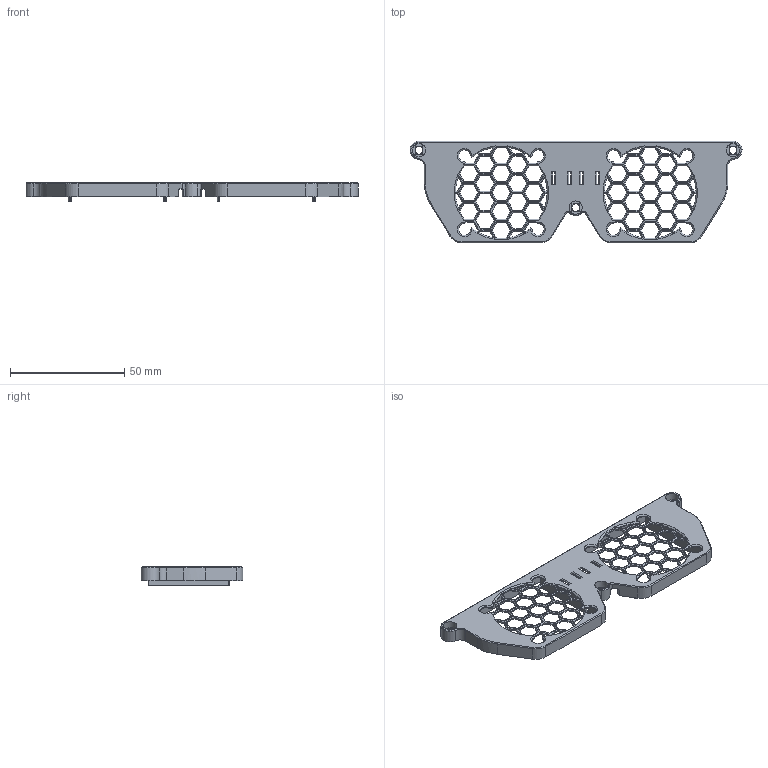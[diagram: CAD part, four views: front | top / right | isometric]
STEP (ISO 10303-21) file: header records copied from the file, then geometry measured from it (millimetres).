
FILE_DESCRIPTION(/* description */ (''),/* implementation_level */ '2;1');
FILE_NAME(/* name */ 'FanCase_Top.stp',/* time_stamp */ '2022-09-12T00:42:26+02:00',/* author */ ('Rama'),/* organization */ (''),/* preprocessor_version */ 'ST-DEVELOPER v19.2',/* originating_system */ 'Autodesk Inventor 2023',/* authorisation */ '');
FILE_SCHEMA (('AUTOMOTIVE_DESIGN { 1 0 10303 214 3 1 1 }'));
Length unit declared in the file: millimetre
Products named in the file (1): FanCase_Top
Bounding box: 145.07 x 44.4 x 8 mm (x, y, z)
Volume: 7820.2 mm3; surface area: 14178.7 mm2
Topology: 1 solids, 1 shells, 897 faces, 2364 edges, 1473 vertices
Faces by surface type: plane 766, cylinder 82, cone 41, bspline 8
Full cylindrical faces by diameter (mm): 3.34 x3, 5.8 x3
Entity records: 27573 total; most frequent: CARTESIAN_POINT 5269, ORIENTED_EDGE 4728, DIRECTION 4317, EDGE_CURVE 2364, LINE 2035, VECTOR 2035, VERTEX_POINT 1473, AXIS2_PLACEMENT_3D 1141
